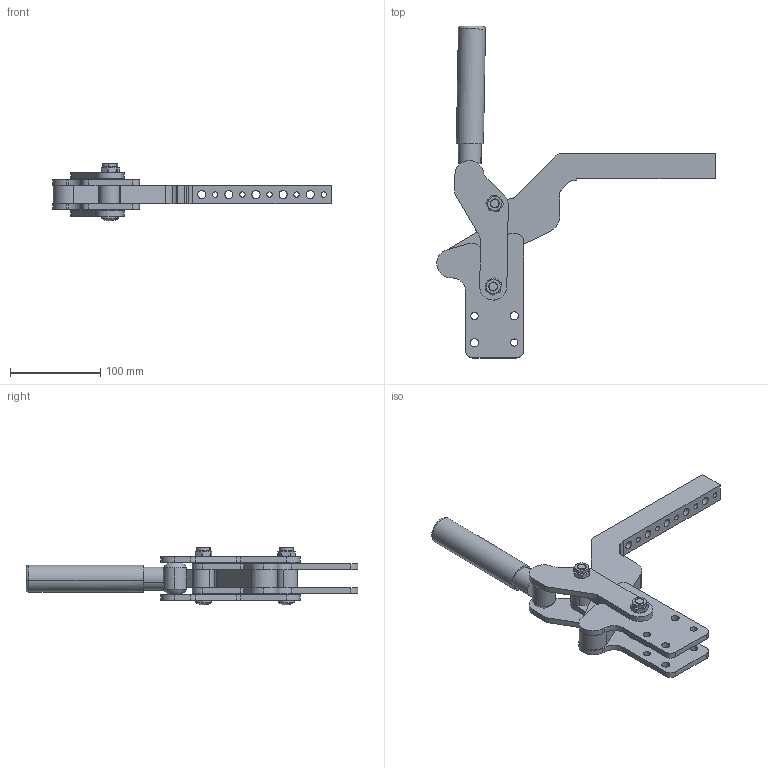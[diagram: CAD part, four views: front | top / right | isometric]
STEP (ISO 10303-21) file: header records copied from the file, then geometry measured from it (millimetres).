
FILE_DESCRIPTION((''),'2;1');
FILE_NAME('M30-20-04-181-2.stp','2007-02-28T14:37:25',('matthew'),(''),'Autodesk Inventor 8','Autodesk Inventor 8','');
FILE_SCHEMA(('AUTOMOTIVE_DESIGN { 1 0 10303 214 1 1 1 1 }'));
Length unit declared in the file: millimetre
Products named in the file (6): M30-20-04-181-2; M30-20-04-181-21; M30-20-04-181-22; M30-20-04-181-23; M30-20-04-181-24; M30-20-04-181-25
Assembly tree (5 placements, depth 2):
  M30-20-04-181-2
    M30-20-04-181-21
    M30-20-04-181-22
    M30-20-04-181-23
    M30-20-04-181-24
    M30-20-04-181-25
Bounding box: 307.99 x 367.22 x 63.95 mm (x, y, z)
Volume: 563352 mm3; surface area: 170643.3 mm2
Topology: 6 solids, 8 shells, 265 faces, 683 edges, 456 vertices
Faces by surface type: cylinder 139, plane 86, bspline 16, cone 12, sphere 8, torus 4
Entity records: 8703 total; most frequent: CARTESIAN_POINT 1736, DIRECTION 1540, ORIENTED_EDGE 1368, EDGE_CURVE 684, AXIS2_PLACEMENT_3D 620, VERTEX_POINT 456, CIRCLE 360, EDGE_LOOP 342
